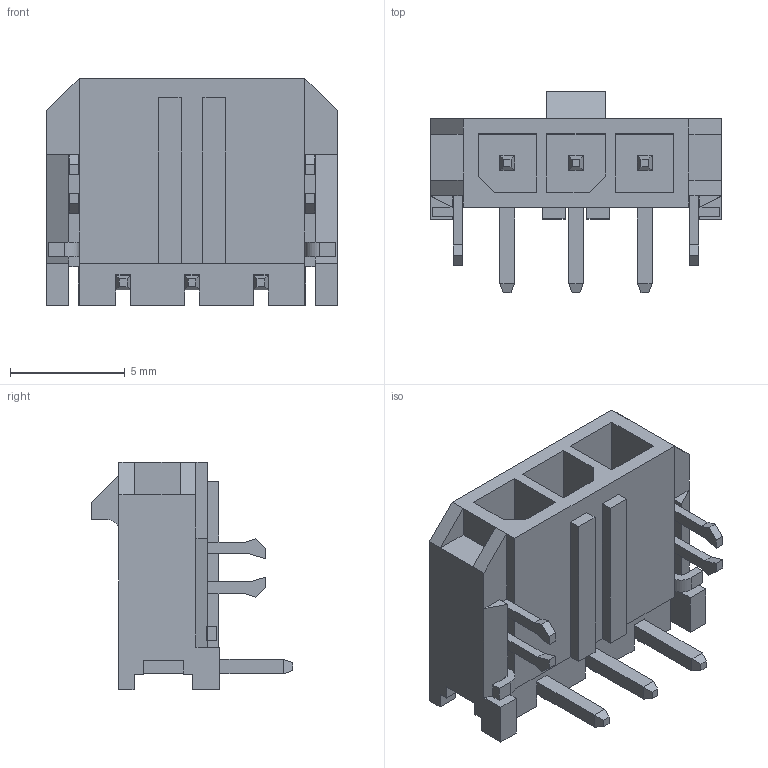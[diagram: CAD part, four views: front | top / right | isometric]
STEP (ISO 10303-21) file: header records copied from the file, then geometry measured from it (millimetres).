
FILE_DESCRIPTION( ( 'STEP AP214' ), '1' );
FILE_NAME( '436500303.stp', '2021-12-18T21:53:23', ( 'License CC BY-ND 4.0' ), ( 'CADENAS' ), ' ', 'PARTsolutions', ' ' );
FILE_SCHEMA( ( 'AUTOMOTIVE_DESIGN { 1 0 10303 214 1 1 1 1 }' ) );
Length unit declared in the file: millimetre
Products named in the file (3): 436500303; 1
Assembly tree (2 placements, depth 2):
  436500303
    1
    1
Bounding box: 12.65 x 8.79 x 9.9 mm (x, y, z)
Volume: 322.8 mm3; surface area: 803.1 mm2
Topology: 2 solids, 2 shells, 271 faces, 720 edges, 460 vertices
Faces by surface type: plane 264, cylinder 7
Entity records: 8229 total; most frequent: CARTESIAN_POINT 1454, ORIENTED_EDGE 1440, DIRECTION 1282, EDGE_CURVE 720, LINE 706, VECTOR 706, VERTEX_POINT 460, AXIS2_PLACEMENT_3D 288
